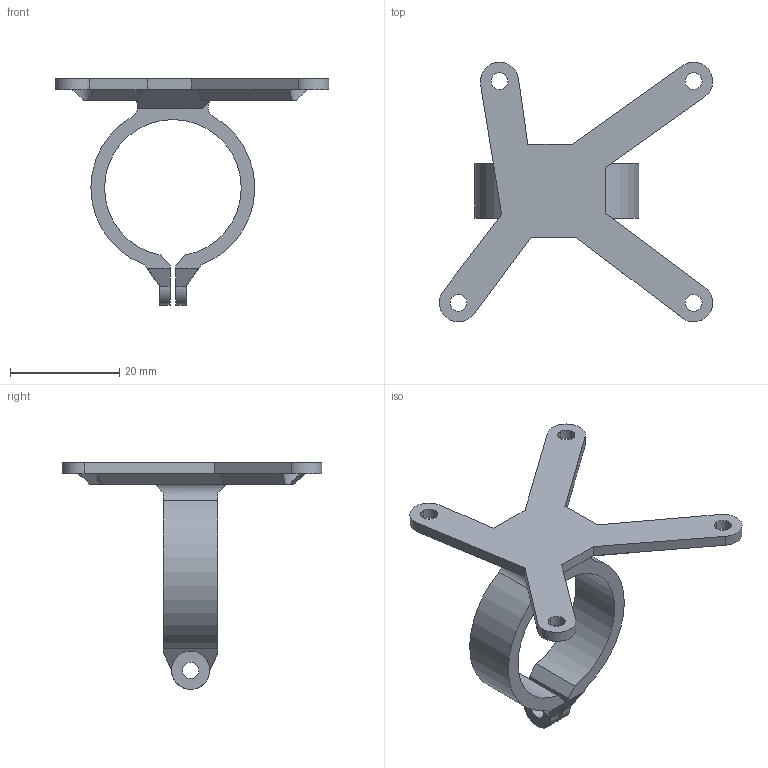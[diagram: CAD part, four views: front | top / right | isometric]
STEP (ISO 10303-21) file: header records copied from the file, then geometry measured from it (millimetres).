
FILE_DESCRIPTION((''),'2;1');
FILE_NAME('ESP_BOARD_HOLDER','2023-10-12T14:58:09',('ccha425'),('Department of Mechanical Engineering, The University of Auckland'),'CREO PARAMETRIC BY PTC INC, 2017260','CREO PARAMETRIC BY PTC INC, 2017260','');
FILE_SCHEMA(('CONFIG_CONTROL_DESIGN'));
Length unit declared in the file: millimetre
Products named in the file (1): ESP_BOARD_HOLDER
Bounding box: 49.99 x 47.49 x 41.5 mm (x, y, z)
Volume: 5172.1 mm3; surface area: 4664.3 mm2
Topology: 1 solids, 1 shells, 74 faces, 210 edges, 138 vertices
Faces by surface type: plane 45, cylinder 29
Entity records: 2608 total; most frequent: CARTESIAN_POINT 598, ORIENTED_EDGE 420, DIRECTION 397, EDGE_CURVE 210, VECTOR 141, LINE 141, VERTEX_POINT 138, AXIS2_PLACEMENT_3D 128
